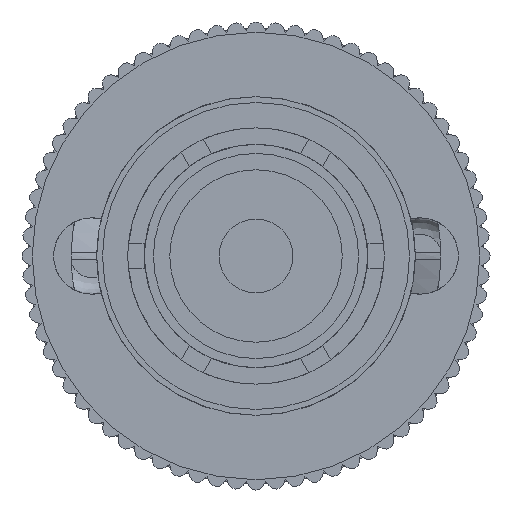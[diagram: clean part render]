
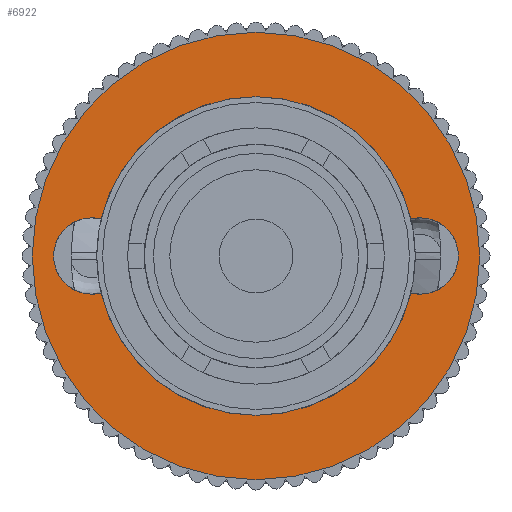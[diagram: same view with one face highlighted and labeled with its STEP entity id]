
A CAD part, front view. The second image highlights one B-rep face of the part: STEP entity #6922.
In plain terms, the highlighted planar face has unit normal (0, -1, 0).
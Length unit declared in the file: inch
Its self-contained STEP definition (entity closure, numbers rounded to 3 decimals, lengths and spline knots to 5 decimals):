
#194 = CARTESIAN_POINT ( 'NONE',  ( -0.2, 0., 0.0465 ) ) ;
#221 = ORIENTED_EDGE ( 'NONE', *, *, #7963, .F. ) ;
#233 = AXIS2_PLACEMENT_3D ( 'NONE', #11769, #6257, #6814 ) ;
#242 = EDGE_CURVE ( 'NONE', #10961, #10978, #10987, .T. ) ;
#432 = CARTESIAN_POINT ( 'NONE',  ( -0.2725, 0., -0.285 ) ) ;
#476 = EDGE_CURVE ( 'NONE', #1650, #8906, #10801, .T. ) ;
#557 = DIRECTION ( 'NONE',  ( 0., 0., 1. ) ) ;
#622 = AXIS2_PLACEMENT_3D ( 'NONE', #2282, #11498, #3071 ) ;
#684 = CARTESIAN_POINT ( 'NONE',  ( 0.18868, 0., 0.0451 ) ) ;
#840 = ORIENTED_EDGE ( 'NONE', *, *, #8765, .F. ) ;
#967 = DIRECTION ( 'NONE',  ( 0., -1., 0. ) ) ;
#1076 = VERTEX_POINT ( 'NONE', #6757 ) ;
#1341 = DIRECTION ( 'NONE',  ( 0., -1., 0. ) ) ;
#1587 = CARTESIAN_POINT ( 'NONE',  ( 0., 0., 0. ) ) ;
#1650 = VERTEX_POINT ( 'NONE', #684 ) ;
#1665 = AXIS2_PLACEMENT_3D ( 'NONE', #6981, #1341, #2371 ) ;
#1965 = DIRECTION ( 'NONE',  ( 0., -1., 0. ) ) ;
#2038 = CARTESIAN_POINT ( 'NONE',  ( 0., 0., 0. ) ) ;
#2150 = ORIENTED_EDGE ( 'NONE', *, *, #5264, .F. ) ;
#2282 = CARTESIAN_POINT ( 'NONE',  ( -0.2, 0., 0. ) ) ;
#2337 = DIRECTION ( 'NONE',  ( 0., -1., 0. ) ) ;
#2371 = DIRECTION ( 'NONE',  ( 0., 0., 1. ) ) ;
#2505 = CIRCLE ( 'NONE', #6958, 0.0465 ) ;
#2565 = AXIS2_PLACEMENT_3D ( 'NONE', #4252, #7950, #3526 ) ;
#2572 = CARTESIAN_POINT ( 'NONE',  ( 0.2, 0., 0. ) ) ;
#2755 = EDGE_CURVE ( 'NONE', #11832, #5628, #2505, .T. ) ;
#2842 = DIRECTION ( 'NONE',  ( 0., 0., 1. ) ) ;
#2914 = AXIS2_PLACEMENT_3D ( 'NONE', #1587, #9824, #3217 ) ;
#3071 = DIRECTION ( 'NONE',  ( 0., 0., 1. ) ) ;
#3217 = DIRECTION ( 'NONE',  ( 0., 0., 1. ) ) ;
#3408 = EDGE_CURVE ( 'NONE', #6292, #1076, #5802, .T. ) ;
#3424 = CARTESIAN_POINT ( 'NONE',  ( 0., 0., 0. ) ) ;
#3526 = DIRECTION ( 'NONE',  ( 0., 0., 1. ) ) ;
#3533 = AXIS2_PLACEMENT_3D ( 'NONE', #432, #4132, #557 ) ;
#3553 = ORIENTED_EDGE ( 'NONE', *, *, #476, .F. ) ;
#3679 = DIRECTION ( 'NONE',  ( 0., 0., 1. ) ) ;
#3781 = CIRCLE ( 'NONE', #1665, 0.194 ) ;
#3888 = DIRECTION ( 'NONE',  ( 0., 0., 1. ) ) ;
#4129 = ORIENTED_EDGE ( 'NONE', *, *, #9184, .T. ) ;
#4132 = DIRECTION ( 'NONE',  ( 0., 1., 0. ) ) ;
#4148 = CARTESIAN_POINT ( 'NONE',  ( 0.2, 0., 0.0465 ) ) ;
#4182 = EDGE_LOOP ( 'NONE', ( #4129, #8197 ) ) ;
#4192 = CIRCLE ( 'NONE', #10970, 0.0465 ) ;
#4219 = AXIS2_PLACEMENT_3D ( 'NONE', #2038, #967, #2842 ) ;
#4252 = CARTESIAN_POINT ( 'NONE',  ( 0.2, 0., 0. ) ) ;
#4388 = DIRECTION ( 'NONE',  ( 0., -1., 0. ) ) ;
#4491 = VERTEX_POINT ( 'NONE', #9395 ) ;
#4563 = ORIENTED_EDGE ( 'NONE', *, *, #3408, .F. ) ;
#4618 = EDGE_CURVE ( 'NONE', #1076, #11371, #3781, .T. ) ;
#4641 = ORIENTED_EDGE ( 'NONE', *, *, #6937, .F. ) ;
#4830 = ORIENTED_EDGE ( 'NONE', *, *, #2755, .F. ) ;
#4990 = DIRECTION ( 'NONE',  ( 0., -1., 0. ) ) ;
#5197 = CARTESIAN_POINT ( 'NONE',  ( 0., 0., 0.2725 ) ) ;
#5220 = AXIS2_PLACEMENT_3D ( 'NONE', #6733, #5693, #3888 ) ;
#5240 = DIRECTION ( 'NONE',  ( 0., 0., 1. ) ) ;
#5264 = EDGE_CURVE ( 'NONE', #11371, #10292, #4192, .T. ) ;
#5430 = CARTESIAN_POINT ( 'NONE',  ( 0., 0., 0.194 ) ) ;
#5434 = CIRCLE ( 'NONE', #2914, 0.194 ) ;
#5628 = VERTEX_POINT ( 'NONE', #194 ) ;
#5651 = CIRCLE ( 'NONE', #2565, 0.0465 ) ;
#5693 = DIRECTION ( 'NONE',  ( 0., -1., 0. ) ) ;
#5703 = CIRCLE ( 'NONE', #11330, 0.0465 ) ;
#5716 = CARTESIAN_POINT ( 'NONE',  ( 0.2, 0., 0. ) ) ;
#5802 = CIRCLE ( 'NONE', #5220, 0.194 ) ;
#5830 = CIRCLE ( 'NONE', #622, 0.0465 ) ;
#6120 = ORIENTED_EDGE ( 'NONE', *, *, #4618, .F. ) ;
#6257 = DIRECTION ( 'NONE',  ( 0., -1., 0. ) ) ;
#6271 = DIRECTION ( 'NONE',  ( 0., 0., 1. ) ) ;
#6292 = VERTEX_POINT ( 'NONE', #8437 ) ;
#6351 = CARTESIAN_POINT ( 'NONE',  ( -0.2, 0., 0. ) ) ;
#6733 = CARTESIAN_POINT ( 'NONE',  ( 0., 0., 0. ) ) ;
#6757 = CARTESIAN_POINT ( 'NONE',  ( 0., 0., -0.194 ) ) ;
#6814 = DIRECTION ( 'NONE',  ( 0., 0., 1. ) ) ;
#6922 = ADVANCED_FACE ( 'NONE', ( #7764, #6976 ), #8724, .F. ) ;
#6937 = EDGE_CURVE ( 'NONE', #11614, #1650, #5651, .T. ) ;
#6958 = AXIS2_PLACEMENT_3D ( 'NONE', #10822, #7797, #5240 ) ;
#6976 = FACE_BOUND ( 'NONE', #8798, .T. ) ;
#6981 = CARTESIAN_POINT ( 'NONE',  ( 0., 0., 0. ) ) ;
#7115 = CARTESIAN_POINT ( 'NONE',  ( -0.18868, 0., 0.0451 ) ) ;
#7612 = ORIENTED_EDGE ( 'NONE', *, *, #11872, .F. ) ;
#7764 = FACE_OUTER_BOUND ( 'NONE', #4182, .T. ) ;
#7791 = ORIENTED_EDGE ( 'NONE', *, *, #11558, .F. ) ;
#7797 = DIRECTION ( 'NONE',  ( 0., -1., 0. ) ) ;
#7950 = DIRECTION ( 'NONE',  ( 0., -1., 0. ) ) ;
#7963 = EDGE_CURVE ( 'NONE', #8906, #11832, #5434, .T. ) ;
#7977 = DIRECTION ( 'NONE',  ( 0., 0., 1. ) ) ;
#8124 = CARTESIAN_POINT ( 'NONE',  ( 0., 0., -0.2725 ) ) ;
#8197 = ORIENTED_EDGE ( 'NONE', *, *, #242, .T. ) ;
#8437 = CARTESIAN_POINT ( 'NONE',  ( -0.18868, 0., -0.0451 ) ) ;
#8724 = PLANE ( 'NONE',  #3533 ) ;
#8765 = EDGE_CURVE ( 'NONE', #4491, #6292, #5830, .T. ) ;
#8798 = EDGE_LOOP ( 'NONE', ( #4830, #221, #3553, #4641, #7612, #2150, #6120, #4563, #840, #7791 ) ) ;
#8906 = VERTEX_POINT ( 'NONE', #5430 ) ;
#9184 = EDGE_CURVE ( 'NONE', #10978, #10961, #10686, .T. ) ;
#9395 = CARTESIAN_POINT ( 'NONE',  ( -0.2, 0., -0.0465 ) ) ;
#9412 = DIRECTION ( 'NONE',  ( 0., 0., 1. ) ) ;
#9822 = AXIS2_PLACEMENT_3D ( 'NONE', #3424, #2337, #7977 ) ;
#9824 = DIRECTION ( 'NONE',  ( 0., -1., 0. ) ) ;
#10292 = VERTEX_POINT ( 'NONE', #11979 ) ;
#10344 = CIRCLE ( 'NONE', #10939, 0.0465 ) ;
#10686 = CIRCLE ( 'NONE', #233, 0.2725 ) ;
#10801 = CIRCLE ( 'NONE', #4219, 0.194 ) ;
#10822 = CARTESIAN_POINT ( 'NONE',  ( -0.2, 0., 0. ) ) ;
#10887 = CARTESIAN_POINT ( 'NONE',  ( 0.18868, 0., -0.0451 ) ) ;
#10939 = AXIS2_PLACEMENT_3D ( 'NONE', #6351, #1965, #3679 ) ;
#10961 = VERTEX_POINT ( 'NONE', #5197 ) ;
#10970 = AXIS2_PLACEMENT_3D ( 'NONE', #5716, #4990, #9412 ) ;
#10978 = VERTEX_POINT ( 'NONE', #8124 ) ;
#10987 = CIRCLE ( 'NONE', #9822, 0.2725 ) ;
#11330 = AXIS2_PLACEMENT_3D ( 'NONE', #2572, #4388, #6271 ) ;
#11371 = VERTEX_POINT ( 'NONE', #10887 ) ;
#11498 = DIRECTION ( 'NONE',  ( 0., -1., 0. ) ) ;
#11558 = EDGE_CURVE ( 'NONE', #5628, #4491, #10344, .T. ) ;
#11614 = VERTEX_POINT ( 'NONE', #4148 ) ;
#11769 = CARTESIAN_POINT ( 'NONE',  ( 0., 0., 0. ) ) ;
#11832 = VERTEX_POINT ( 'NONE', #7115 ) ;
#11872 = EDGE_CURVE ( 'NONE', #10292, #11614, #5703, .T. ) ;
#11979 = CARTESIAN_POINT ( 'NONE',  ( 0.2, 0., -0.0465 ) ) ;
